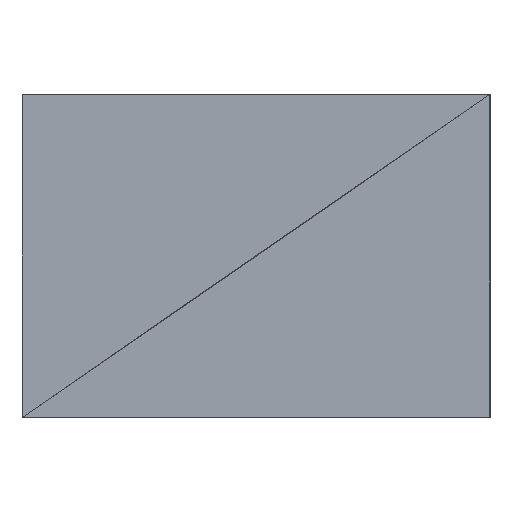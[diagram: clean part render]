
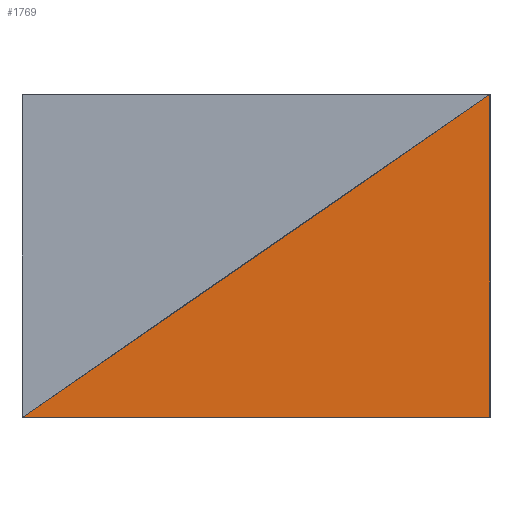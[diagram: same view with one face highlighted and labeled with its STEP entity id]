
A CAD part, left-side view. The second image highlights one B-rep face of the part: STEP entity #1769.
In plain terms, the highlighted planar face has unit normal (1, 0, 0).
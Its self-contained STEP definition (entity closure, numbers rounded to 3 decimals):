
#910 = VERTEX_POINT('',#911);
#911 = CARTESIAN_POINT('',(-1.702,-0.902,0.));
#1116 = VERTEX_POINT('',#1117);
#1117 = CARTESIAN_POINT('',(-1.702,0.902,0.));
#1567 = EDGE_CURVE('',#1116,#910,#1568,.T.);
#1568 = LINE('',#1569,#1570);
#1569 = CARTESIAN_POINT('',(-1.702,0.902,0.));
#1570 = VECTOR('',#1571,1.);
#1571 = DIRECTION('',(0.,-1.,0.));
#1751 = VERTEX_POINT('',#1752);
#1752 = CARTESIAN_POINT('',(-1.702,-0.902,1.245));
#1769 = ADVANCED_FACE('',(#1770),#1785,.T.);
#1770 = FACE_BOUND('',#1771,.T.);
#1771 = EDGE_LOOP('',(#1772,#1773,#1779));
#1772 = ORIENTED_EDGE('',*,*,#1567,.F.);
#1773 = ORIENTED_EDGE('',*,*,#1774,.F.);
#1774 = EDGE_CURVE('',#1751,#1116,#1775,.T.);
#1775 = LINE('',#1776,#1777);
#1776 = CARTESIAN_POINT('',(-1.702,-0.902,1.245));
#1777 = VECTOR('',#1778,1.);
#1778 = DIRECTION('',(0.,0.823,-0.568));
#1779 = ORIENTED_EDGE('',*,*,#1780,.F.);
#1780 = EDGE_CURVE('',#910,#1751,#1781,.T.);
#1781 = LINE('',#1782,#1783);
#1782 = CARTESIAN_POINT('',(-1.702,-0.902,0.));
#1783 = VECTOR('',#1784,1.);
#1784 = DIRECTION('',(0.,0.,1.));
#1785 = PLANE('',#1786);
#1786 = AXIS2_PLACEMENT_3D('',#1787,#1788,#1789);
#1787 = CARTESIAN_POINT('',(-1.702,-0.902,1.245));
#1788 = DIRECTION('',(1.,0.,0.));
#1789 = DIRECTION('',(0.,1.,0.));
